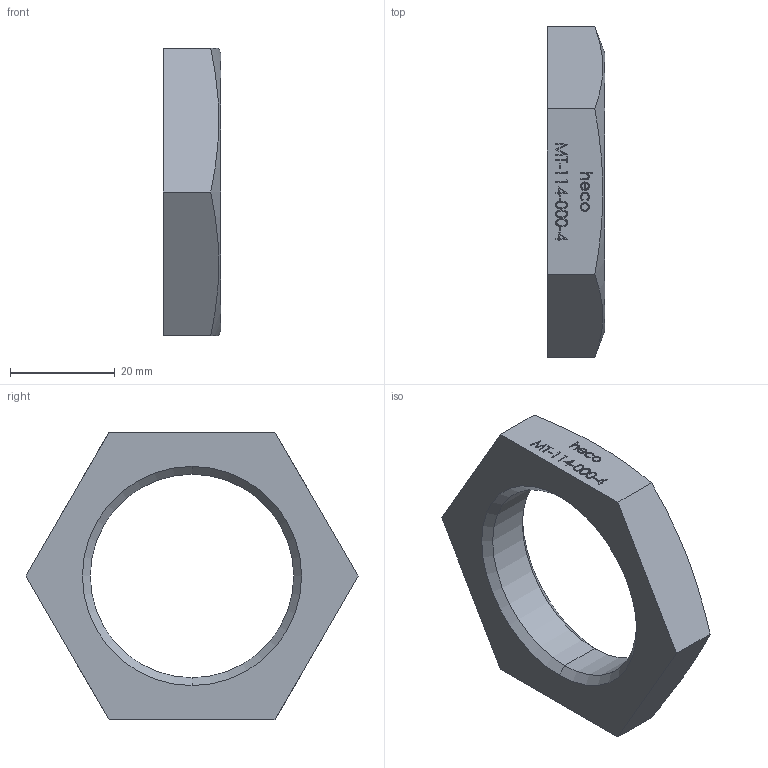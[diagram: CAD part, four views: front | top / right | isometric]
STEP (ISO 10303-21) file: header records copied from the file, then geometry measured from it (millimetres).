
FILE_DESCRIPTION (( 'STEP AP214' ), '1' );
FILE_NAME ('MT-114-000-4 Rohrmutter DIN431.STEP', '2018-06-19T08:23:45', ( '' ), ( '' ), 'SwSTEP 2.0', 'SolidWorks 2016', '' );
FILE_SCHEMA (( 'AUTOMOTIVE_DESIGN' ));
Length unit declared in the file: millimetre
Products named in the file (1): MT-114-000-4 Rohrmutter DIN431
Bounding box: 11 x 63.51 x 55 mm (x, y, z)
Volume: 15201 mm3; surface area: 5952.4 mm2
Topology: 1 solids, 1 shells, 185 faces, 476 edges, 316 vertices
Faces by surface type: plane 115, bspline 62, cone 6, cylinder 2
Entity records: 11252 total; most frequent: CARTESIAN_POINT 5352, ORIENTED_EDGE 952, DIRECTION 602, EDGE_CURVE 476, VECTOR 334, LINE 334, VERTEX_POINT 316, EDGE_LOOP 210
